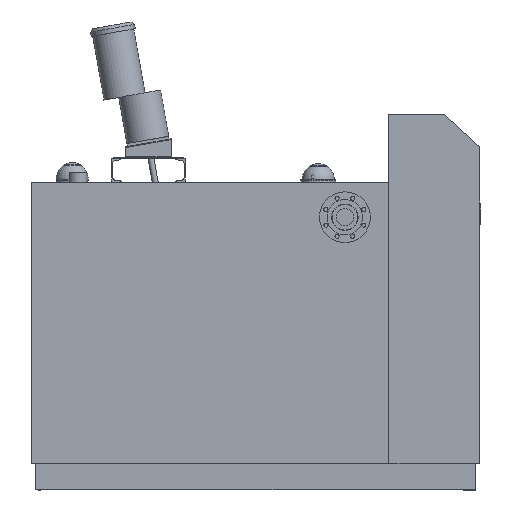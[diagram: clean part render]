
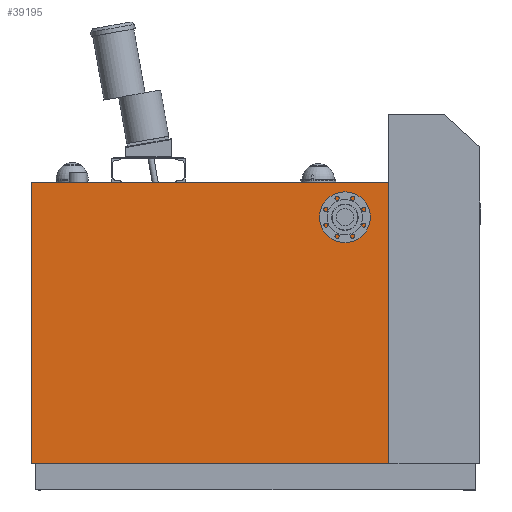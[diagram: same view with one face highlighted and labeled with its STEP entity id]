
A CAD part, left-side view. The second image highlights one B-rep face of the part: STEP entity #39195.
In plain terms, the highlighted planar face has unit normal (-1, 0, 0).
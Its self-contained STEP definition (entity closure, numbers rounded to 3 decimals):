
#2959=VECTOR('',#45197,1.);
#2962=VECTOR('',#45201,1.);
#2963=VECTOR('',#45202,1.);
#2964=VECTOR('',#45203,1.);
#6778=LINE('',#54604,#2959);
#6781=LINE('',#54610,#2962);
#6782=LINE('',#54612,#2963);
#6783=LINE('',#54614,#2964);
#10581=PLANE('',#41583);
#12043=VERTEX_POINT('',#54498);
#12078=VERTEX_POINT('',#54602);
#12080=VERTEX_POINT('',#54605);
#12082=VERTEX_POINT('',#54611);
#12083=VERTEX_POINT('',#54613);
#15666=CIRCLE('',#41542,5.08);
#16752=EDGE_CURVE('',#12043,#12043,#15666,.T.);
#16801=EDGE_CURVE('',#12080,#12078,#6778,.T.);
#16804=EDGE_CURVE('',#12080,#12082,#6781,.T.);
#16805=EDGE_CURVE('',#12083,#12078,#6782,.T.);
#16806=EDGE_CURVE('',#12083,#12082,#6783,.T.);
#22371=ORIENTED_EDGE('',*,*,#16752,.T.);
#22372=ORIENTED_EDGE('',*,*,#16804,.F.);
#22373=ORIENTED_EDGE('',*,*,#16801,.T.);
#22374=ORIENTED_EDGE('',*,*,#16805,.F.);
#22375=ORIENTED_EDGE('',*,*,#16806,.T.);
#33359=EDGE_LOOP('',(#22371));
#33360=EDGE_LOOP('',(#22372,#22373,#22374,#22375));
#36285=FACE_BOUND('',#33359,.T.);
#36286=FACE_BOUND('',#33360,.T.);
#39195=ADVANCED_FACE('',(#36285,#36286),#10581,.T.);
#41542=AXIS2_PLACEMENT_3D('',#54497,#45099,#45100);
#41583=AXIS2_PLACEMENT_3D('',#54609,#45200,$);
#45099=DIRECTION('',(1.,0.,0.));
#45100=DIRECTION('',(0.,0.,5.08));
#45197=DIRECTION('',(0.,1.,0.));
#45200=DIRECTION('',(-1.,0.,0.));
#45201=DIRECTION('',(0.,0.,-1.));
#45202=DIRECTION('',(0.,0.,1.));
#45203=DIRECTION('',(0.,-1.,0.));
#54497=CARTESIAN_POINT('',(-62.23,-135.89,105.41));
#54498=CARTESIAN_POINT('',(-62.23,-135.89,110.49));
#54602=CARTESIAN_POINT('',(-62.23,0.,120.65));
#54604=CARTESIAN_POINT('',(-62.23,0.,120.65));
#54605=CARTESIAN_POINT('',(-62.23,-154.94,120.65));
#54609=CARTESIAN_POINT('',(-62.23,-77.47,0.));
#54610=CARTESIAN_POINT('',(-62.23,-154.94,0.));
#54611=CARTESIAN_POINT('',(-62.23,-154.94,-1.27));
#54612=CARTESIAN_POINT('',(-62.23,0.,0.));
#54613=CARTESIAN_POINT('',(-62.23,0.,-1.27));
#54614=CARTESIAN_POINT('',(-62.23,-154.94,-1.27));
